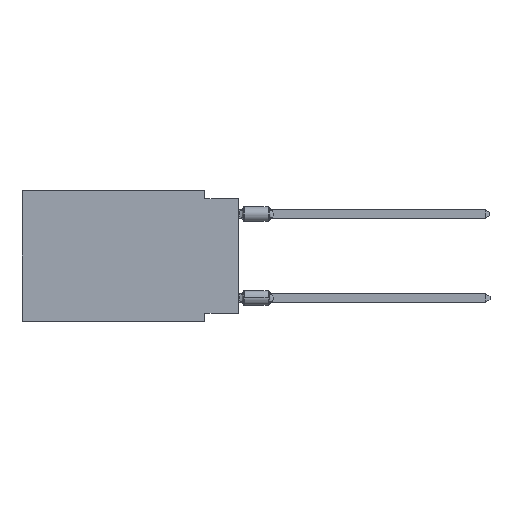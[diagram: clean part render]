
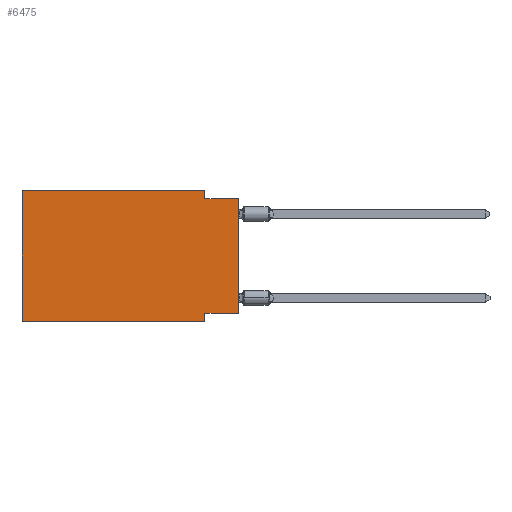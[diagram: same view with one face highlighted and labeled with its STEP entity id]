
A CAD part, left-side view. The second image highlights one B-rep face of the part: STEP entity #6475.
In plain terms, the highlighted planar face has unit normal (-1, 0, 0).
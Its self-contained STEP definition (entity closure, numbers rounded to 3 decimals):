
#275 = AXIS2_PLACEMENT_3D ( 'NONE', #23452, #30859, #2149 ) ;
#671 = CARTESIAN_POINT ( 'NONE',  ( 0., 0., -0.635 ) ) ;
#782 = EDGE_CURVE ( 'NONE', #9698, #3609, #15279, .T. ) ;
#882 = LINE ( 'NONE', #32676, #29086 ) ;
#1535 = DIRECTION ( 'NONE',  ( 0., 0., -1. ) ) ;
#2149 = DIRECTION ( 'NONE',  ( 0., 0., -1. ) ) ;
#2161 = EDGE_LOOP ( 'NONE', ( #11967, #33922, #20323, #16471, #27025, #30450, #32148, #16046 ) ) ;
#3206 = CARTESIAN_POINT ( 'NONE',  ( 0., 2.54, -9.271 ) ) ;
#3214 = CARTESIAN_POINT ( 'NONE',  ( 0., 0., 0. ) ) ;
#3609 = VERTEX_POINT ( 'NONE', #15721 ) ;
#5011 = DIRECTION ( 'NONE',  ( 0., 0., 1. ) ) ;
#5963 = DIRECTION ( 'NONE',  ( 0., 0., 1. ) ) ;
#6475 = ADVANCED_FACE ( 'NONE', ( #33267 ), #28459, .F. ) ;
#8868 = VERTEX_POINT ( 'NONE', #671 ) ;
#9698 = VERTEX_POINT ( 'NONE', #29726 ) ;
#9725 = CARTESIAN_POINT ( 'NONE',  ( 0., 16.383, -9.906 ) ) ;
#10419 = VECTOR ( 'NONE', #24797, 1000. ) ;
#11844 = VECTOR ( 'NONE', #15941, 1000. ) ;
#11967 = ORIENTED_EDGE ( 'NONE', *, *, #22584, .T. ) ;
#14319 = CARTESIAN_POINT ( 'NONE',  ( 0., 16.383, 0. ) ) ;
#14843 = VECTOR ( 'NONE', #33608, 1000. ) ;
#15185 = LINE ( 'NONE', #23558, #18883 ) ;
#15279 = LINE ( 'NONE', #18676, #11844 ) ;
#15721 = CARTESIAN_POINT ( 'NONE',  ( 0., 2.54, -0.635 ) ) ;
#15941 = DIRECTION ( 'NONE',  ( 0., 0., -1. ) ) ;
#16046 = ORIENTED_EDGE ( 'NONE', *, *, #16764, .F. ) ;
#16471 = ORIENTED_EDGE ( 'NONE', *, *, #24794, .F. ) ;
#16764 = EDGE_CURVE ( 'NONE', #31749, #33246, #30016, .T. ) ;
#17064 = EDGE_CURVE ( 'NONE', #3609, #8868, #882, .T. ) ;
#17539 = CARTESIAN_POINT ( 'NONE',  ( 0., 2.54, -9.906 ) ) ;
#18429 = VECTOR ( 'NONE', #5963, 1000. ) ;
#18676 = CARTESIAN_POINT ( 'NONE',  ( 0., 2.54, 0. ) ) ;
#18883 = VECTOR ( 'NONE', #5011, 1000. ) ;
#19618 = VERTEX_POINT ( 'NONE', #30267 ) ;
#19716 = VECTOR ( 'NONE', #32067, 1000. ) ;
#19874 = CARTESIAN_POINT ( 'NONE',  ( 0., 16.383, -9.906 ) ) ;
#20323 = ORIENTED_EDGE ( 'NONE', *, *, #782, .F. ) ;
#20999 = VECTOR ( 'NONE', #1535, 1000. ) ;
#22584 = EDGE_CURVE ( 'NONE', #31749, #8868, #29515, .T. ) ;
#23452 = CARTESIAN_POINT ( 'NONE',  ( 0., 16.383, 0. ) ) ;
#23558 = CARTESIAN_POINT ( 'NONE',  ( 0., 16.383, 0. ) ) ;
#24223 = CARTESIAN_POINT ( 'NONE',  ( 0., 2.54, -9.906 ) ) ;
#24420 = DIRECTION ( 'NONE',  ( 0., -1., 0. ) ) ;
#24794 = EDGE_CURVE ( 'NONE', #19618, #9698, #27552, .T. ) ;
#24797 = DIRECTION ( 'NONE',  ( 0., -1., 0. ) ) ;
#25188 = LINE ( 'NONE', #9725, #14843 ) ;
#25842 = VERTEX_POINT ( 'NONE', #19874 ) ;
#26935 = VERTEX_POINT ( 'NONE', #24223 ) ;
#27025 = ORIENTED_EDGE ( 'NONE', *, *, #30075, .F. ) ;
#27552 = LINE ( 'NONE', #14319, #10419 ) ;
#28317 = EDGE_CURVE ( 'NONE', #33246, #26935, #32660, .T. ) ;
#28459 = PLANE ( 'NONE',  #275 ) ;
#29086 = VECTOR ( 'NONE', #24420, 1000. ) ;
#29499 = CARTESIAN_POINT ( 'NONE',  ( 0., 0., -9.271 ) ) ;
#29515 = LINE ( 'NONE', #3214, #18429 ) ;
#29726 = CARTESIAN_POINT ( 'NONE',  ( 0., 2.54, 0. ) ) ;
#30016 = LINE ( 'NONE', #29499, #19716 ) ;
#30075 = EDGE_CURVE ( 'NONE', #25842, #19618, #15185, .T. ) ;
#30267 = CARTESIAN_POINT ( 'NONE',  ( 0., 16.383, 0. ) ) ;
#30450 = ORIENTED_EDGE ( 'NONE', *, *, #33595, .T. ) ;
#30859 = DIRECTION ( 'NONE',  ( 1., 0., 0. ) ) ;
#31749 = VERTEX_POINT ( 'NONE', #33337 ) ;
#32067 = DIRECTION ( 'NONE',  ( 0., 1., 0. ) ) ;
#32148 = ORIENTED_EDGE ( 'NONE', *, *, #28317, .F. ) ;
#32660 = LINE ( 'NONE', #17539, #20999 ) ;
#32676 = CARTESIAN_POINT ( 'NONE',  ( 0., 0., -0.635 ) ) ;
#33246 = VERTEX_POINT ( 'NONE', #3206 ) ;
#33267 = FACE_OUTER_BOUND ( 'NONE', #2161, .T. ) ;
#33337 = CARTESIAN_POINT ( 'NONE',  ( 0., 0., -9.271 ) ) ;
#33595 = EDGE_CURVE ( 'NONE', #25842, #26935, #25188, .T. ) ;
#33608 = DIRECTION ( 'NONE',  ( 0., -1., 0. ) ) ;
#33922 = ORIENTED_EDGE ( 'NONE', *, *, #17064, .F. ) ;
